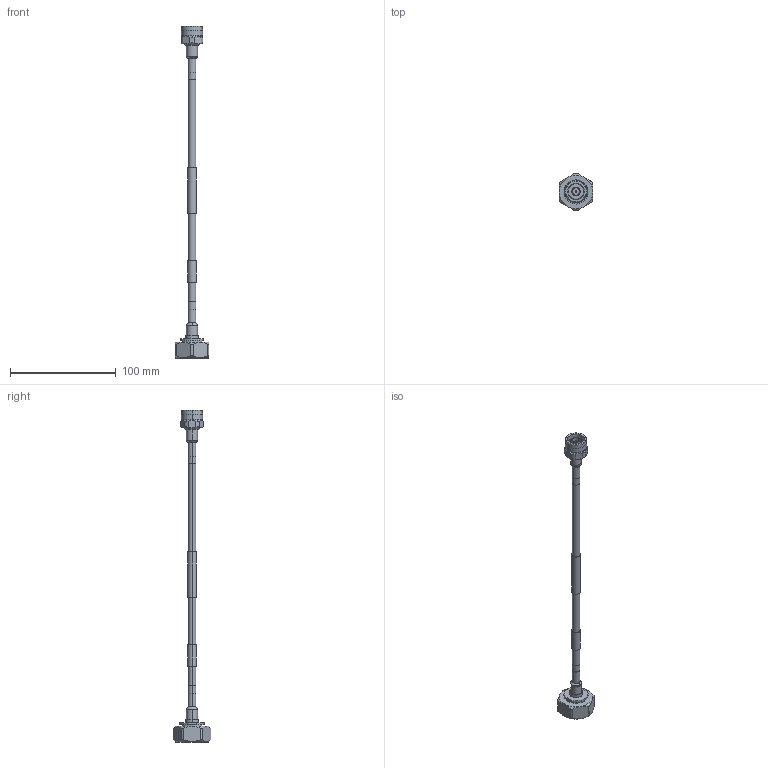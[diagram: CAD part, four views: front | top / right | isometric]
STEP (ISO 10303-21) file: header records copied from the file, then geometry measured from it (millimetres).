
FILE_DESCRIPTION (( 'STEP AP214' ), '1' );
FILE_NAME ('FMCA1862_3D.step', '2025-07-24T23:33:58', ( '' ), ( '' ), 'SwSTEP 2.0', 'SolidWorks 2022', '' );
FILE_SCHEMA (( 'AUTOMOTIVE_DESIGN' ));
Length unit declared in the file: inch
Products named in the file (8): TFT-5G-402^FMCA1862; TC-250-716M-LP; TC-250-NM-LP_insulator; TC-250-NM-LP; FMCA1862_3D; Heat Shrink^FMCA1862; TC-250-NM-LP_body; TC-250-NM-LP_c-contact
Assembly tree (8 placements, depth 3):
  FMCA1862_3D
    TFT-5G-402^FMCA1862
    Heat Shrink^FMCA1862  x2
    TC-250-716M-LP
    TC-250-NM-LP
      TC-250-NM-LP_body
      TC-250-NM-LP_c-contact
      TC-250-NM-LP_insulator
Bounding box: 31.75 x 35.58 x 314.41 mm (x, y, z)
Volume: 26246.3 mm3; surface area: 18362.6 mm2
Topology: 7 solids, 8 shells, 247 faces, 546 edges, 339 vertices
Faces by surface type: cylinder 110, cone 61, plane 59, torus 8, bspline 7, sphere 2
Entity records: 8424 total; most frequent: CARTESIAN_POINT 2795, DIRECTION 1182, ORIENTED_EDGE 1048, EDGE_CURVE 524, AXIS2_PLACEMENT_3D 501, VERTEX_POINT 327, EDGE_LOOP 275, CIRCLE 255
